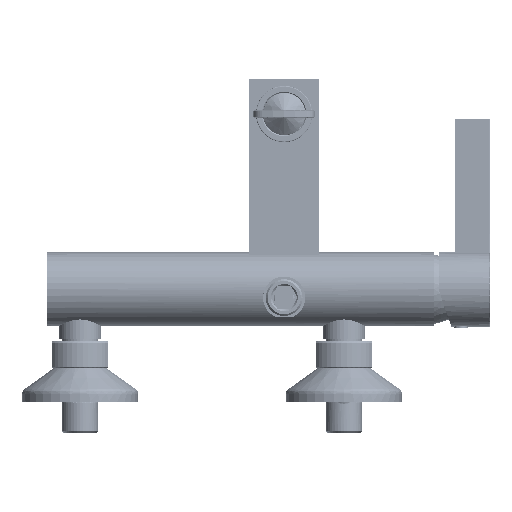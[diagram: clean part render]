
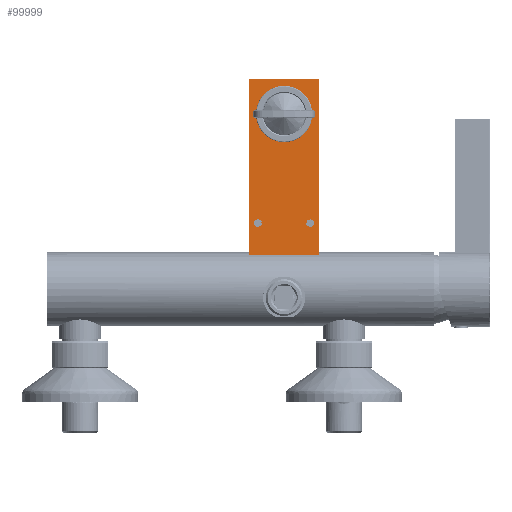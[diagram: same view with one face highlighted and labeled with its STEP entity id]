
A CAD part, front view. The second image highlights one B-rep face of the part: STEP entity #99999.
In plain terms, the highlighted planar face has unit normal (0, -1, 0).
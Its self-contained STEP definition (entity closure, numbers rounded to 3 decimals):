
#147 = CARTESIAN_POINT ( 'NONE',  ( 80., -7.5, 0. ) ) ;
#1292 = VERTEX_POINT ( 'NONE', #183548 ) ;
#1843 = CARTESIAN_POINT ( 'NONE',  ( 18., -7.5, 17.1 ) ) ;
#4827 = EDGE_LOOP ( 'NONE', ( #163579, #119103 ) ) ;
#9013 = DIRECTION ( 'NONE',  ( 0., 0., -1. ) ) ;
#9905 = EDGE_CURVE ( 'NONE', #121787, #1292, #10086, .T. ) ;
#10086 = CIRCLE ( 'NONE', #31630, 2.1 ) ;
#12115 = CARTESIAN_POINT ( 'NONE',  ( 80., -7.5, 0. ) ) ;
#13645 = CARTESIAN_POINT ( 'NONE',  ( 18., -7.5, -15. ) ) ;
#16511 = FACE_BOUND ( 'NONE', #28186, .T. ) ;
#23916 = CARTESIAN_POINT ( 'NONE',  ( 18., -7.5, -17.1 ) ) ;
#24442 = ORIENTED_EDGE ( 'NONE', *, *, #106228, .F. ) ;
#28172 = DIRECTION ( 'NONE',  ( 0., 0., 1. ) ) ;
#28186 = EDGE_LOOP ( 'NONE', ( #162527, #67787 ) ) ;
#28511 = CARTESIAN_POINT ( 'NONE',  ( 96., -7.5, 0. ) ) ;
#29069 = ORIENTED_EDGE ( 'NONE', *, *, #84906, .F. ) ;
#30631 = DIRECTION ( 'NONE',  ( 0., 0., 1. ) ) ;
#31336 = AXIS2_PLACEMENT_3D ( 'NONE', #12115, #171234, #55850 ) ;
#31350 = VECTOR ( 'NONE', #77217, 1000. ) ;
#31504 = EDGE_CURVE ( 'NONE', #1292, #121787, #162980, .T. ) ;
#31630 = AXIS2_PLACEMENT_3D ( 'NONE', #95827, #37990, #126764 ) ;
#36349 = DIRECTION ( 'NONE',  ( -1., 0., 0. ) ) ;
#36821 = FACE_BOUND ( 'NONE', #155087, .T. ) ;
#37990 = DIRECTION ( 'NONE',  ( 0., -1., 0. ) ) ;
#40397 = EDGE_CURVE ( 'NONE', #125814, #92879, #110980, .T. ) ;
#40789 = VERTEX_POINT ( 'NONE', #183057 ) ;
#40960 = CIRCLE ( 'NONE', #129955, 2.1 ) ;
#43056 = AXIS2_PLACEMENT_3D ( 'NONE', #13645, #144270, #28172 ) ;
#44563 = VECTOR ( 'NONE', #36349, 1000. ) ;
#46124 = VECTOR ( 'NONE', #86256, 1000. ) ;
#46379 = CIRCLE ( 'NONE', #113332, 16. ) ;
#49111 = LINE ( 'NONE', #137217, #44563 ) ;
#54127 = DIRECTION ( 'NONE',  ( 0., -1., 0. ) ) ;
#55705 = CARTESIAN_POINT ( 'NONE',  ( 99.7, -7.5, 0. ) ) ;
#55820 = EDGE_CURVE ( 'NONE', #140345, #40789, #132367, .T. ) ;
#55850 = DIRECTION ( 'NONE',  ( 1., 0., 0. ) ) ;
#61506 = ORIENTED_EDGE ( 'NONE', *, *, #40397, .T. ) ;
#61653 = AXIS2_PLACEMENT_3D ( 'NONE', #75831, #166310, #153631 ) ;
#62998 = VERTEX_POINT ( 'NONE', #128693 ) ;
#63175 = VERTEX_POINT ( 'NONE', #1843 ) ;
#67787 = ORIENTED_EDGE ( 'NONE', *, *, #9905, .F. ) ;
#72446 = CARTESIAN_POINT ( 'NONE',  ( 99.7, -7.5, 19.7 ) ) ;
#74178 = CARTESIAN_POINT ( 'NONE',  ( 0., -7.5, -19.7 ) ) ;
#74369 = AXIS2_PLACEMENT_3D ( 'NONE', #157489, #144842, #30631 ) ;
#75499 = CIRCLE ( 'NONE', #31336, 16. ) ;
#75831 = CARTESIAN_POINT ( 'NONE',  ( 18., -7.5, 15. ) ) ;
#77217 = DIRECTION ( 'NONE',  ( 1., 0., 0. ) ) ;
#84906 = EDGE_CURVE ( 'NONE', #40789, #92879, #49111, .T. ) ;
#86256 = DIRECTION ( 'NONE',  ( 0., 0., -1. ) ) ;
#92879 = VERTEX_POINT ( 'NONE', #74178 ) ;
#95827 = CARTESIAN_POINT ( 'NONE',  ( 18., -7.5, -15. ) ) ;
#95970 = CARTESIAN_POINT ( 'NONE',  ( 0., -7.5, -24. ) ) ;
#99999 = ADVANCED_FACE ( 'NONE', ( #127646, #16511, #36821, #184344 ), #112012, .F. ) ;
#101730 = LINE ( 'NONE', #163914, #31350 ) ;
#102663 = VERTEX_POINT ( 'NONE', #174877 ) ;
#102897 = ORIENTED_EDGE ( 'NONE', *, *, #122106, .F. ) ;
#106228 = EDGE_CURVE ( 'NONE', #125814, #140345, #101730, .T. ) ;
#110980 = LINE ( 'NONE', #95970, #163046 ) ;
#112012 = PLANE ( 'NONE',  #74369 ) ;
#113332 = AXIS2_PLACEMENT_3D ( 'NONE', #147, #129519, #173234 ) ;
#119103 = ORIENTED_EDGE ( 'NONE', *, *, #176490, .F. ) ;
#121787 = VERTEX_POINT ( 'NONE', #23916 ) ;
#122106 = EDGE_CURVE ( 'NONE', #102663, #63175, #180112, .T. ) ;
#125814 = VERTEX_POINT ( 'NONE', #134102 ) ;
#125987 = EDGE_CURVE ( 'NONE', #63175, #102663, #40960, .T. ) ;
#126593 = VERTEX_POINT ( 'NONE', #28511 ) ;
#126764 = DIRECTION ( 'NONE',  ( 0., 0., 1. ) ) ;
#127646 = FACE_BOUND ( 'NONE', #4827, .T. ) ;
#128693 = CARTESIAN_POINT ( 'NONE',  ( 64., -7.5, 0. ) ) ;
#129519 = DIRECTION ( 'NONE',  ( 0., -1., 0. ) ) ;
#129955 = AXIS2_PLACEMENT_3D ( 'NONE', #185293, #54127, #156146 ) ;
#132367 = LINE ( 'NONE', #55705, #46124 ) ;
#134102 = CARTESIAN_POINT ( 'NONE',  ( 0., -7.5, 19.7 ) ) ;
#137217 = CARTESIAN_POINT ( 'NONE',  ( 0., -7.5, -19.7 ) ) ;
#138627 = ORIENTED_EDGE ( 'NONE', *, *, #125987, .F. ) ;
#140345 = VERTEX_POINT ( 'NONE', #72446 ) ;
#144270 = DIRECTION ( 'NONE',  ( 0., -1., 0. ) ) ;
#144842 = DIRECTION ( 'NONE',  ( 0., 1., 0. ) ) ;
#153631 = DIRECTION ( 'NONE',  ( 0., 0., -1. ) ) ;
#155087 = EDGE_LOOP ( 'NONE', ( #102897, #138627 ) ) ;
#156146 = DIRECTION ( 'NONE',  ( 0., 0., -1. ) ) ;
#157489 = CARTESIAN_POINT ( 'NONE',  ( 0., -7.5, 0. ) ) ;
#162527 = ORIENTED_EDGE ( 'NONE', *, *, #31504, .F. ) ;
#162980 = CIRCLE ( 'NONE', #43056, 2.1 ) ;
#163046 = VECTOR ( 'NONE', #9013, 1000. ) ;
#163579 = ORIENTED_EDGE ( 'NONE', *, *, #185636, .F. ) ;
#163914 = CARTESIAN_POINT ( 'NONE',  ( 0., -7.5, 19.7 ) ) ;
#166310 = DIRECTION ( 'NONE',  ( 0., -1., 0. ) ) ;
#171234 = DIRECTION ( 'NONE',  ( 0., -1., 0. ) ) ;
#173234 = DIRECTION ( 'NONE',  ( 1., 0., 0. ) ) ;
#174877 = CARTESIAN_POINT ( 'NONE',  ( 18., -7.5, 12.9 ) ) ;
#176490 = EDGE_CURVE ( 'NONE', #62998, #126593, #46379, .T. ) ;
#180112 = CIRCLE ( 'NONE', #61653, 2.1 ) ;
#180548 = EDGE_LOOP ( 'NONE', ( #61506, #29069, #187009, #24442 ) ) ;
#183057 = CARTESIAN_POINT ( 'NONE',  ( 99.7, -7.5, -19.7 ) ) ;
#183548 = CARTESIAN_POINT ( 'NONE',  ( 18., -7.5, -12.9 ) ) ;
#184344 = FACE_OUTER_BOUND ( 'NONE', #180548, .T. ) ;
#185293 = CARTESIAN_POINT ( 'NONE',  ( 18., -7.5, 15. ) ) ;
#185636 = EDGE_CURVE ( 'NONE', #126593, #62998, #75499, .T. ) ;
#187009 = ORIENTED_EDGE ( 'NONE', *, *, #55820, .F. ) ;
